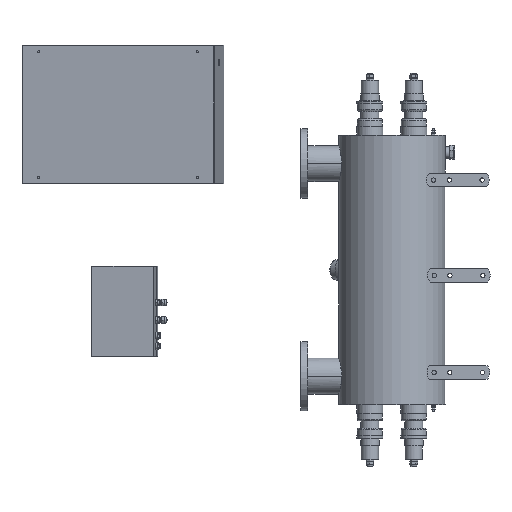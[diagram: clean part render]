
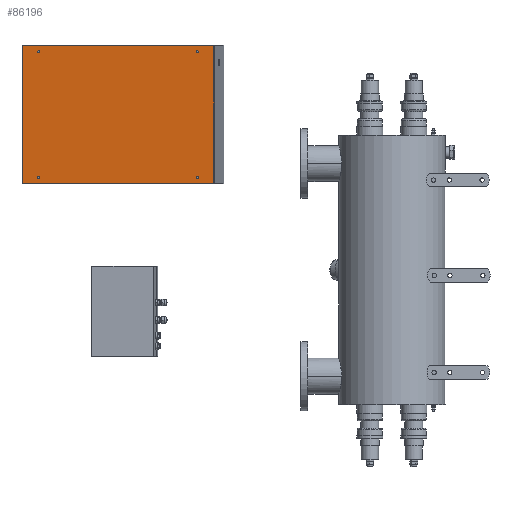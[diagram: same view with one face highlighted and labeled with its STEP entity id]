
A CAD part, left-side view. The second image highlights one B-rep face of the part: STEP entity #86196.
In plain terms, the highlighted planar face has unit normal (-0.99, 0.141, 0).
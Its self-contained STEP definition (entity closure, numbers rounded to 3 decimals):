
#4204 = FACE_BOUND ( 'NONE', #8812, .T. ) ;
#5142 = AXIS2_PLACEMENT_3D ( 'NONE', #18158, #38721, #45802 ) ;
#5149 = FACE_BOUND ( 'NONE', #11392, .T. ) ;
#6539 = CARTESIAN_POINT ( 'NONE',  ( -61.866, 1505.487, 1107.546 ) ) ;
#6837 = ORIENTED_EDGE ( 'NONE', *, *, #76589, .F. ) ;
#6993 = DIRECTION ( 'NONE',  ( -0.99, 0.14, 0. ) ) ;
#8812 = EDGE_LOOP ( 'NONE', ( #52595 ) ) ;
#10897 = EDGE_LOOP ( 'NONE', ( #53200 ) ) ;
#11392 = EDGE_LOOP ( 'NONE', ( #18183 ) ) ;
#12911 = ORIENTED_EDGE ( 'NONE', *, *, #48613, .F. ) ;
#13439 = EDGE_CURVE ( 'NONE', #51713, #51713, #40569, .T. ) ;
#17145 = VECTOR ( 'NONE', #59002, 1000. ) ;
#17829 = VERTEX_POINT ( 'NONE', #82576 ) ;
#18084 = AXIS2_PLACEMENT_3D ( 'NONE', #85817, #78741, #71699 ) ;
#18158 = CARTESIAN_POINT ( 'NONE',  ( -94.386, 1276.282, 1289.046 ) ) ;
#18183 = ORIENTED_EDGE ( 'NONE', *, *, #13439, .F. ) ;
#20917 = CARTESIAN_POINT ( 'NONE',  ( -101.199, 1228.263, 907.546 ) ) ;
#21093 = CIRCLE ( 'NONE', #18084, 3. ) ;
#22294 = DIRECTION ( 'NONE',  ( -0.99, 0.14, 0. ) ) ;
#22809 = DIRECTION ( 'NONE',  ( 0.14, 0.99, 0. ) ) ;
#23108 = CIRCLE ( 'NONE', #5142, 3. ) ;
#29882 = LINE ( 'NONE', #58486, #90250 ) ;
#31058 = DIRECTION ( 'NONE',  ( 0., 0., 1. ) ) ;
#31448 = VERTEX_POINT ( 'NONE', #81253 ) ;
#31488 = CIRCLE ( 'NONE', #73532, 3. ) ;
#31910 = FACE_BOUND ( 'NONE', #62509, .T. ) ;
#32586 = CARTESIAN_POINT ( 'NONE',  ( -29.345, 1734.691, 1292.046 ) ) ;
#34493 = ORIENTED_EDGE ( 'NONE', *, *, #66565, .F. ) ;
#35115 = VECTOR ( 'NONE', #85520, 1000. ) ;
#36673 = LINE ( 'NONE', #37577, #91876 ) ;
#37577 = CARTESIAN_POINT ( 'NONE',  ( -22.532, 1782.71, 1307.546 ) ) ;
#38721 = DIRECTION ( 'NONE',  ( -0.99, 0.14, 0. ) ) ;
#40569 = CIRCLE ( 'NONE', #91639, 3. ) ;
#41628 = PLANE ( 'NONE',  #64459 ) ;
#45434 = EDGE_CURVE ( 'NONE', #63895, #63895, #23108, .T. ) ;
#45802 = DIRECTION ( 'NONE',  ( 0., 0., 1. ) ) ;
#47674 = CARTESIAN_POINT ( 'NONE',  ( -29.345, 1734.691, 926.046 ) ) ;
#48613 = EDGE_CURVE ( 'NONE', #75446, #58570, #51390, .T. ) ;
#50291 = CARTESIAN_POINT ( 'NONE',  ( -22.532, 1782.71, 1307.546 ) ) ;
#51390 = LINE ( 'NONE', #80122, #17145 ) ;
#51713 = VERTEX_POINT ( 'NONE', #80454 ) ;
#52595 = ORIENTED_EDGE ( 'NONE', *, *, #75317, .F. ) ;
#53200 = ORIENTED_EDGE ( 'NONE', *, *, #45434, .F. ) ;
#54834 = FACE_BOUND ( 'NONE', #10897, .T. ) ;
#55293 = DIRECTION ( 'NONE',  ( 0., 0., 1. ) ) ;
#55978 = ORIENTED_EDGE ( 'NONE', *, *, #72883, .F. ) ;
#55985 = EDGE_LOOP ( 'NONE', ( #65131, #55978, #12911, #6837 ) ) ;
#56552 = CARTESIAN_POINT ( 'NONE',  ( -94.386, 1276.282, 926.046 ) ) ;
#58486 = CARTESIAN_POINT ( 'NONE',  ( -101.199, 1228.263, 907.546 ) ) ;
#58570 = VERTEX_POINT ( 'NONE', #87582 ) ;
#59002 = DIRECTION ( 'NONE',  ( -0.14, -0.99, 0. ) ) ;
#60590 = FACE_OUTER_BOUND ( 'NONE', #55985, .T. ) ;
#62316 = DIRECTION ( 'NONE',  ( -0.99, 0.14, 0. ) ) ;
#62509 = EDGE_LOOP ( 'NONE', ( #34493 ) ) ;
#63624 = DIRECTION ( 'NONE',  ( 0., 0., 1. ) ) ;
#63895 = VERTEX_POINT ( 'NONE', #92583 ) ;
#64459 = AXIS2_PLACEMENT_3D ( 'NONE', #6539, #6993, #55293 ) ;
#65131 = ORIENTED_EDGE ( 'NONE', *, *, #90607, .F. ) ;
#66565 = EDGE_CURVE ( 'NONE', #31448, #31448, #31488, .T. ) ;
#66939 = VERTEX_POINT ( 'NONE', #20917 ) ;
#69840 = DIRECTION ( 'NONE',  ( 0., 0., 1. ) ) ;
#70954 = CARTESIAN_POINT ( 'NONE',  ( -101.199, 1228.263, 1307.546 ) ) ;
#71405 = LINE ( 'NONE', #70954, #35115 ) ;
#71699 = DIRECTION ( 'NONE',  ( 0., 0., 1. ) ) ;
#72883 = EDGE_CURVE ( 'NONE', #58570, #66939, #71405, .T. ) ;
#73532 = AXIS2_PLACEMENT_3D ( 'NONE', #47674, #62316, #69840 ) ;
#75317 = EDGE_CURVE ( 'NONE', #90859, #90859, #21093, .T. ) ;
#75446 = VERTEX_POINT ( 'NONE', #50291 ) ;
#76589 = EDGE_CURVE ( 'NONE', #17829, #75446, #36673, .T. ) ;
#78741 = DIRECTION ( 'NONE',  ( -0.99, 0.14, 0. ) ) ;
#80122 = CARTESIAN_POINT ( 'NONE',  ( -101.199, 1228.263, 1307.546 ) ) ;
#80454 = CARTESIAN_POINT ( 'NONE',  ( -94.386, 1276.282, 929.046 ) ) ;
#81253 = CARTESIAN_POINT ( 'NONE',  ( -29.345, 1734.691, 929.046 ) ) ;
#82576 = CARTESIAN_POINT ( 'NONE',  ( -22.532, 1782.71, 907.546 ) ) ;
#85520 = DIRECTION ( 'NONE',  ( 0., 0., -1. ) ) ;
#85817 = CARTESIAN_POINT ( 'NONE',  ( -29.345, 1734.691, 1289.046 ) ) ;
#86196 = ADVANCED_FACE ( 'NONE', ( #4204, #31910, #60590, #5149, #54834 ), #41628, .T. ) ;
#87582 = CARTESIAN_POINT ( 'NONE',  ( -101.199, 1228.263, 1307.546 ) ) ;
#90250 = VECTOR ( 'NONE', #22809, 1000. ) ;
#90607 = EDGE_CURVE ( 'NONE', #66939, #17829, #29882, .T. ) ;
#90859 = VERTEX_POINT ( 'NONE', #32586 ) ;
#91639 = AXIS2_PLACEMENT_3D ( 'NONE', #56552, #22294, #63624 ) ;
#91876 = VECTOR ( 'NONE', #31058, 1000. ) ;
#92583 = CARTESIAN_POINT ( 'NONE',  ( -94.386, 1276.282, 1292.046 ) ) ;
